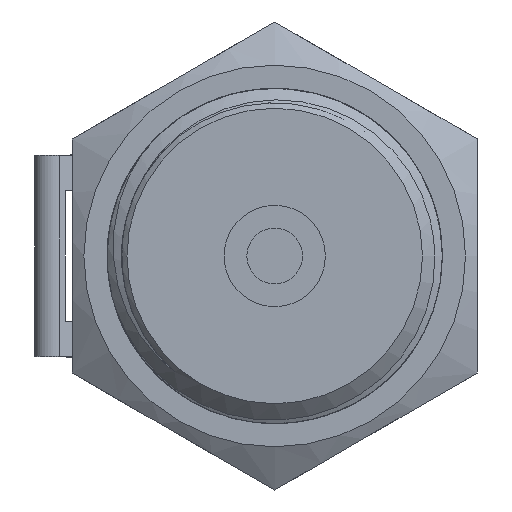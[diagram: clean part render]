
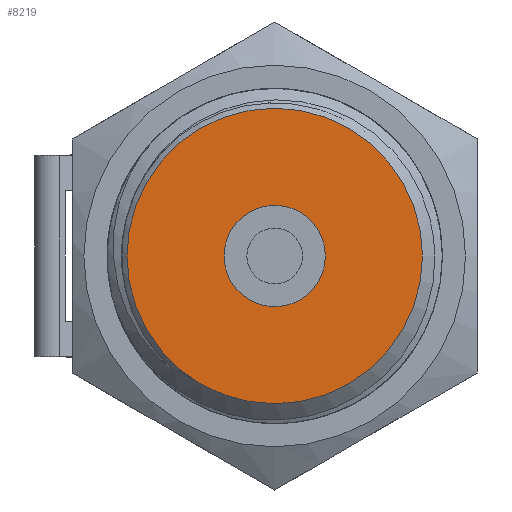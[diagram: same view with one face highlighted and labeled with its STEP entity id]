
A CAD part, left-side view. The second image highlights one B-rep face of the part: STEP entity #8219.
In plain terms, the highlighted planar face has unit normal (-1, 0, 0).
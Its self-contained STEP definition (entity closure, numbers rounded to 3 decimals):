
#391=FACE_BOUND('',#1376,.T.);
#449=PLANE('',#8599);
#874=FACE_OUTER_BOUND('',#1375,.T.);
#1375=EDGE_LOOP('',(#6986));
#1376=EDGE_LOOP('',(#6987));
#1636=CIRCLE('',#8598,3.);
#1637=CIRCLE('',#8600,8.75);
#3857=VERTEX_POINT('',#19064);
#3858=VERTEX_POINT('',#19068);
#4947=EDGE_CURVE('',#3857,#3857,#1636,.T.);
#4949=EDGE_CURVE('',#3858,#3858,#1637,.T.);
#6986=ORIENTED_EDGE('',*,*,#4949,.F.);
#6987=ORIENTED_EDGE('',*,*,#4947,.T.);
#8219=ADVANCED_FACE('',(#874,#391),#449,.T.);
#8598=AXIS2_PLACEMENT_3D('',#19065,#9451,#9452);
#8599=AXIS2_PLACEMENT_3D('',#19067,#9454,#9455);
#8600=AXIS2_PLACEMENT_3D('',#19069,#9456,#9457);
#9451=DIRECTION('center_axis',(1.,0.,0.));
#9452=DIRECTION('ref_axis',(0.,0.,-1.));
#9454=DIRECTION('center_axis',(-1.,0.,0.));
#9455=DIRECTION('ref_axis',(0.,0.,1.));
#9456=DIRECTION('center_axis',(1.,0.,0.));
#9457=DIRECTION('ref_axis',(0.,0.,-1.));
#19064=CARTESIAN_POINT('',(3.,-3.,0.));
#19065=CARTESIAN_POINT('Origin',(3.,0.,0.));
#19067=CARTESIAN_POINT('Origin',(3.,8.75,0.));
#19068=CARTESIAN_POINT('',(3.,-8.75,0.));
#19069=CARTESIAN_POINT('Origin',(3.,0.,0.));
